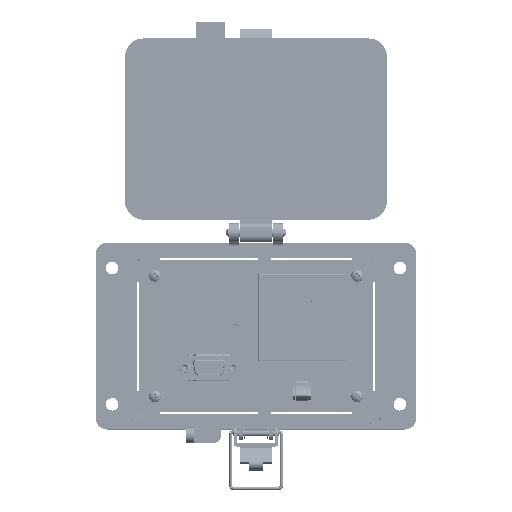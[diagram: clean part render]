
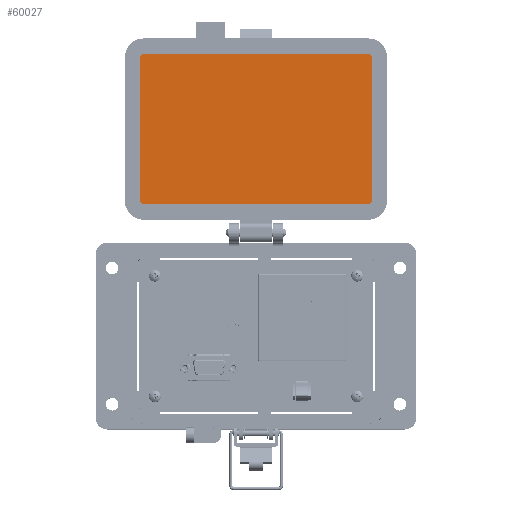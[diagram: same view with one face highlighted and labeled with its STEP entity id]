
A CAD part, top view. The second image highlights one B-rep face of the part: STEP entity #60027.
In plain terms, the highlighted planar face has unit normal (0, 0, 1).
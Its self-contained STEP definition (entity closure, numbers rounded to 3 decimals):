
#1272 = CIRCLE ( 'NONE', #106087, 1.785 ) ;
#4221 = VERTEX_POINT ( 'NONE', #80962 ) ;
#5457 = AXIS2_PLACEMENT_3D ( 'NONE', #108805, #53453, #165961 ) ;
#6842 = CIRCLE ( 'NONE', #33876, 1.785 ) ;
#11496 = CARTESIAN_POINT ( 'NONE',  ( -59.505, 69.55, 8.694 ) ) ;
#14605 = VERTEX_POINT ( 'NONE', #65905 ) ;
#15433 = LINE ( 'NONE', #113029, #62139 ) ;
#18922 = ORIENTED_EDGE ( 'NONE', *, *, #180022, .F. ) ;
#22018 = VERTEX_POINT ( 'NONE', #59572 ) ;
#22387 = ORIENTED_EDGE ( 'NONE', *, *, #180474, .F. ) ;
#24176 = CARTESIAN_POINT ( 'NONE',  ( -30.745, 145.119, 8.694 ) ) ;
#33180 = CARTESIAN_POINT ( 'NONE',  ( 57.717, 145.119, 8.694 ) ) ;
#33876 = AXIS2_PLACEMENT_3D ( 'NONE', #107131, #132501, #35830 ) ;
#35830 = DIRECTION ( 'NONE',  ( 0., -1., 0. ) ) ;
#38384 = CIRCLE ( 'NONE', #5457, 1.785 ) ;
#49342 = VECTOR ( 'NONE', #168362, 1000. ) ;
#53453 = DIRECTION ( 'NONE',  ( 0., 0., -1. ) ) ;
#53986 = LINE ( 'NONE', #111209, #49342 ) ;
#55115 = FACE_OUTER_BOUND ( 'NONE', #171587, .T. ) ;
#58587 = DIRECTION ( 'NONE',  ( 0., 1., 0. ) ) ;
#59572 = CARTESIAN_POINT ( 'NONE',  ( 59.502, 69.55, 8.694 ) ) ;
#59651 = ORIENTED_EDGE ( 'NONE', *, *, #72485, .F. ) ;
#60027 = ADVANCED_FACE ( 'NONE', ( #55115 ), #85140, .T. ) ;
#62139 = VECTOR ( 'NONE', #58587, 1000. ) ;
#65905 = CARTESIAN_POINT ( 'NONE',  ( -57.72, 145.119, 8.694 ) ) ;
#65964 = AXIS2_PLACEMENT_3D ( 'NONE', #24176, #166690, #180767 ) ;
#67290 = CARTESIAN_POINT ( 'NONE',  ( 57.717, 67.765, 8.694 ) ) ;
#67683 = DIRECTION ( 'NONE',  ( -1., 0., 0. ) ) ;
#70722 = EDGE_CURVE ( 'NONE', #22018, #115806, #1272, .T. ) ;
#70955 = EDGE_CURVE ( 'NONE', #4221, #145749, #102768, .T. ) ;
#72485 = EDGE_CURVE ( 'NONE', #115806, #4221, #169838, .T. ) ;
#76530 = ORIENTED_EDGE ( 'NONE', *, *, #166384, .F. ) ;
#78793 = EDGE_CURVE ( 'NONE', #130710, #14605, #6842, .T. ) ;
#79191 = CARTESIAN_POINT ( 'NONE',  ( 57.717, 69.55, 8.694 ) ) ;
#80962 = CARTESIAN_POINT ( 'NONE',  ( -57.72, 67.765, 8.694 ) ) ;
#83868 = VERTEX_POINT ( 'NONE', #160872 ) ;
#85140 = PLANE ( 'NONE',  #65964 ) ;
#89211 = VERTEX_POINT ( 'NONE', #33180 ) ;
#96377 = DIRECTION ( 'NONE',  ( 1., 0., 0. ) ) ;
#96442 = ORIENTED_EDGE ( 'NONE', *, *, #78793, .F. ) ;
#102768 = CIRCLE ( 'NONE', #177522, 1.785 ) ;
#106087 = AXIS2_PLACEMENT_3D ( 'NONE', #79191, #165392, #148568 ) ;
#107131 = CARTESIAN_POINT ( 'NONE',  ( -57.72, 143.334, 8.694 ) ) ;
#108805 = CARTESIAN_POINT ( 'NONE',  ( 57.717, 143.334, 8.694 ) ) ;
#111209 = CARTESIAN_POINT ( 'NONE',  ( 59.502, 69.55, 8.694 ) ) ;
#113029 = CARTESIAN_POINT ( 'NONE',  ( -59.505, 143.334, 8.694 ) ) ;
#115806 = VERTEX_POINT ( 'NONE', #67290 ) ;
#122637 = CARTESIAN_POINT ( 'NONE',  ( 57.717, 145.119, 8.694 ) ) ;
#126719 = CARTESIAN_POINT ( 'NONE',  ( -57.72, 67.765, 8.694 ) ) ;
#126921 = DIRECTION ( 'NONE',  ( 0., 0., -1. ) ) ;
#129736 = ORIENTED_EDGE ( 'NONE', *, *, #146340, .F. ) ;
#130710 = VERTEX_POINT ( 'NONE', #173335 ) ;
#132501 = DIRECTION ( 'NONE',  ( 0., 0., -1. ) ) ;
#140555 = ORIENTED_EDGE ( 'NONE', *, *, #70722, .F. ) ;
#141945 = CARTESIAN_POINT ( 'NONE',  ( -57.72, 69.55, 8.694 ) ) ;
#145749 = VERTEX_POINT ( 'NONE', #11496 ) ;
#146340 = EDGE_CURVE ( 'NONE', #145749, #130710, #15433, .T. ) ;
#148568 = DIRECTION ( 'NONE',  ( 0., -1., 0. ) ) ;
#149431 = VECTOR ( 'NONE', #67683, 1000. ) ;
#155137 = ORIENTED_EDGE ( 'NONE', *, *, #70955, .F. ) ;
#155962 = DIRECTION ( 'NONE',  ( 0., -1., 0. ) ) ;
#160872 = CARTESIAN_POINT ( 'NONE',  ( 59.502, 143.334, 8.694 ) ) ;
#165392 = DIRECTION ( 'NONE',  ( 0., 0., -1. ) ) ;
#165961 = DIRECTION ( 'NONE',  ( 0., -1., 0. ) ) ;
#166384 = EDGE_CURVE ( 'NONE', #83868, #22018, #53986, .T. ) ;
#166690 = DIRECTION ( 'NONE',  ( 0., 0., 1. ) ) ;
#166722 = VECTOR ( 'NONE', #96377, 1000. ) ;
#167590 = LINE ( 'NONE', #122637, #166722 ) ;
#168362 = DIRECTION ( 'NONE',  ( 0., -1., 0. ) ) ;
#169838 = LINE ( 'NONE', #126719, #149431 ) ;
#171587 = EDGE_LOOP ( 'NONE', ( #96442, #129736, #155137, #59651, #140555, #76530, #18922, #22387 ) ) ;
#173335 = CARTESIAN_POINT ( 'NONE',  ( -59.505, 143.334, 8.694 ) ) ;
#177522 = AXIS2_PLACEMENT_3D ( 'NONE', #141945, #126921, #155962 ) ;
#180022 = EDGE_CURVE ( 'NONE', #89211, #83868, #38384, .T. ) ;
#180474 = EDGE_CURVE ( 'NONE', #14605, #89211, #167590, .T. ) ;
#180767 = DIRECTION ( 'NONE',  ( 0., -1., 0. ) ) ;
